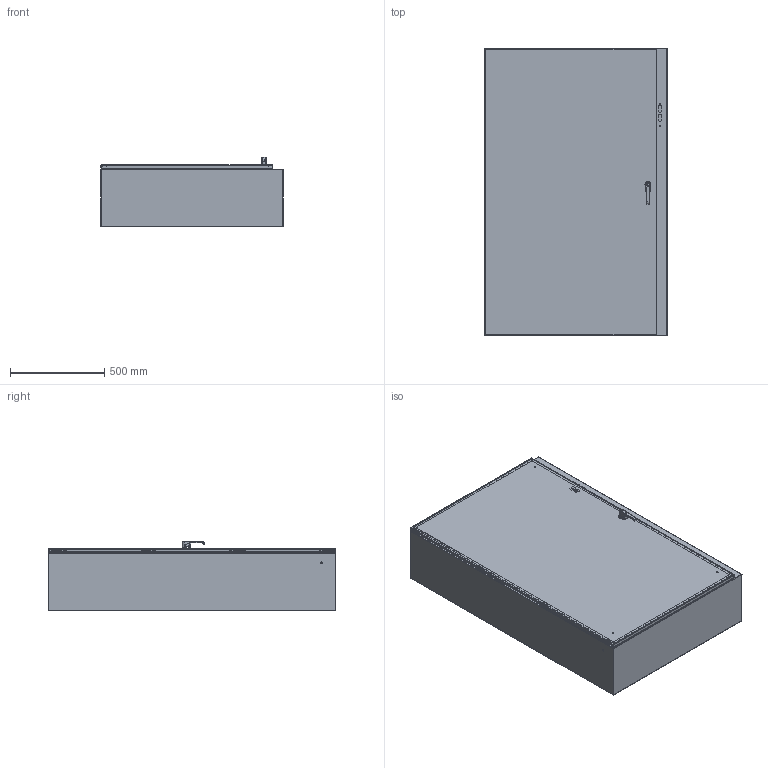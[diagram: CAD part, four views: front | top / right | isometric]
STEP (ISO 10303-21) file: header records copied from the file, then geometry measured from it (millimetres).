
FILE_DESCRIPTION(/* description */ ('STUD, CS, N12, 330X11,3/8-16X5/8'),/* implementation_level */ '2;1');
FILE_NAME(/* name */ 'N412603812CDSSA.stp',/* time_stamp */ '2016-03-09T17:06:37+06:00',/* author */ ('rsundaram'),/* organization */ ('HUBBELL-WIEGMANN'),/* preprocessor_version */ 'ST-DEVELOPER v16.1',/* originating_system */ 'Autodesk Inventor 2016',/* authorisation */ 'MATTHEW SUMMERS');
FILE_SCHEMA (('AUTOMOTIVE_DESIGN { 1 0 10303 214 3 1 1 }'));
Products named in the file (49): HFW3881; 38846; N4126038CDSSALID; HFW3092; HFW30011; HFW3034; 37268; HFW31714_CAM; HFW31714_SCREW; HFW31714_SPACER; HFW31714_WASHER; HFW31714_NUT; HFW31714 (LEFT HINGE); HFW31713; HFW31713_SCREW; HFW31713_SPACER; HFW31713_WASHER; HFW31713_NUT; HFW31713 (LEFT HINGE); HFW30011-16; 34938; 1000-02; 1000-23; 1000-277-03; 1000-458; 1000-458-SCHAUM; 1000-459; 1044-03-01; 1044-04-16; 1044-07; DIN3771_15X3_5; 349129; HFW3883; N412603812CDSSABTB; N4126012CDSSALS; HFW328175; 17376 PIN; 17380 SCREW; 17723 BOX LEAF; 17723-UTI BRACKET ...
Assembly tree (75 placements, depth 4):
  N412603812CDSSA
    HFW3881  x2
    38846  x2
    N4126038CDSSALID
    HFW3092
    HFW30011-16
      HFW30011
      HFW3034
      37268  x2
      HFW31714 (LEFT HINGE)  x2
        HFW31714_CAM
        HFW31714_SCREW
        HFW31714_SPACER
        HFW31714_WASHER
        HFW31714_NUT
      HFW31713 (LEFT HINGE)
        HFW31713
        HFW31713_SCREW  x2
        HFW31713_SPACER
        HFW31713_WASHER
        HFW31713_NUT
    34938  x2
    HFW351101
      1000-02
      1000-23
      1000-277-03
      1000-458
      1000-458-SCHAUM
      1000-459
      1044-03-01
      1044-04-16
      1044-07-02
      1044-07
      DIN3771_15X3_5
    349129  x2
    HFW3883  x2
    N412603812CDSSABTB
    N4126012CDSSALS
    HFW328175  x4
    HFW328176  x4
      17376 PIN
      17380 SCREW
      17723 BOX LEAF
      17723-UTI BRACKET
      17910 SEALING WASHER
    HFW3161  x4
    388151  x8
    N4126012CDSSARS
    N412C6038CDFIP
Bounding box: 965.2 x 1524 x 367.59 mm (x, y, z)
Volume: 9531653.1 mm3; surface area: 9737471.8 mm2
Topology: 93 solids, 94 shells, 3131 faces, 7597 edges, 4685 vertices
Faces by surface type: plane 1198, cylinder 1137, cone 442, bspline 249, torus 89, sphere 16
Full cylindrical faces by diameter (mm): 2.362 x8, 2.6 x1, 3.175 x4, 3.317 x136, 3.683 x6, 3.861 x8, 3.962 x6, 4.166 x136, 4.25 x9, 4.366 x8, 4.572 x8, 4.762 x4, 4.763 x4, 4.826 x4, 4.978 x3, 5 x3, 5.1 x1, 5.359 x3, 5.5 x1, 5.6 x1, 5.715 x6, 5.8 x1, 6.35 x18, 6.502 x8, 6.985 x8, 7.144 x2, 7.62 x14, 7.798 x2, 7.938 x3, 8.128 x12
Entity records: 53649 total; most frequent: CARTESIAN_POINT 18069, DIRECTION 7177, ORIENTED_EDGE 6752, EDGE_CURVE 3376, AXIS2_PLACEMENT_3D 2675, VERTEX_POINT 2216, EDGE_LOOP 1888, LINE 1827
